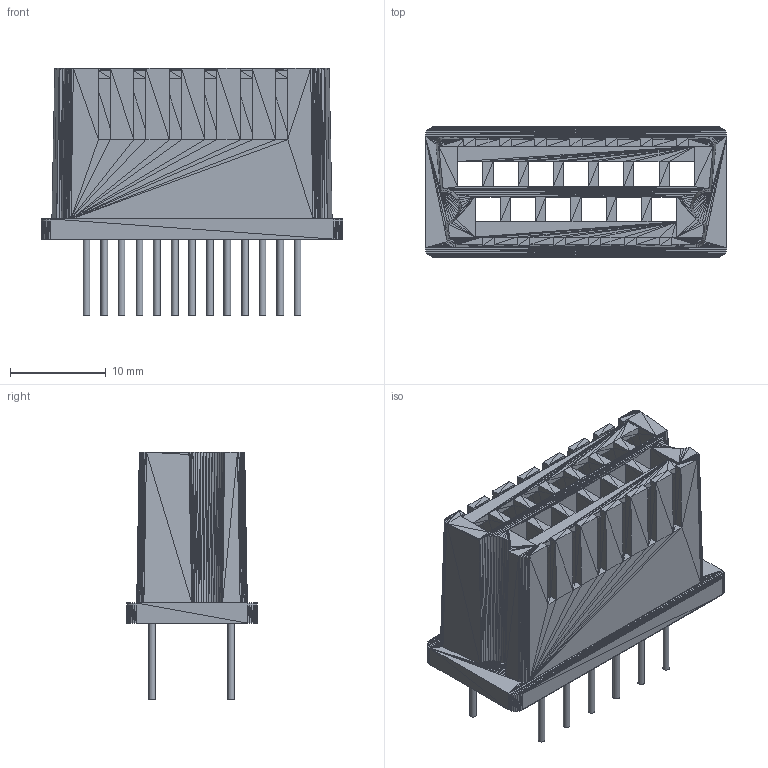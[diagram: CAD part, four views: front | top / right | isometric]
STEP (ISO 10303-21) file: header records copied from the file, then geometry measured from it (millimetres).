
FILE_DESCRIPTION(('FreeCAD Model'),'2;1');
FILE_NAME('SIO_vertical.step','2020-06-26T10:35:47',('Author'),(''), 'Open CASCADE STEP processor 7.4','FreeCAD','Unknown');
FILE_SCHEMA(('AUTOMOTIVE_DESIGN { 1 0 10303 214 1 1 1 1 }'));
Length unit declared in the file: millimetre
Products named in the file (1): All_pins_sp
Bounding box: 31.44 x 13.62 x 25.82 mm (x, y, z)
Volume: 90.1 mm3; surface area: 5807.6 mm2
Topology: 13 solids, 16 shells, 1469 faces, 2185 edges, 693 vertices
Faces by surface type: plane 1456, cylinder 13
Full cylindrical faces by diameter (mm): 0.7 x13
Entity records: 39930 total; most frequent: DIRECTION 5322, ORIENTED_EDGE 4700, CARTESIAN_POINT 4570, EDGE_CURVE 2356, LINE 2330, VECTOR 2330, AXIS2_PLACEMENT_3D 1496, ADVANCED_FACE 1469
